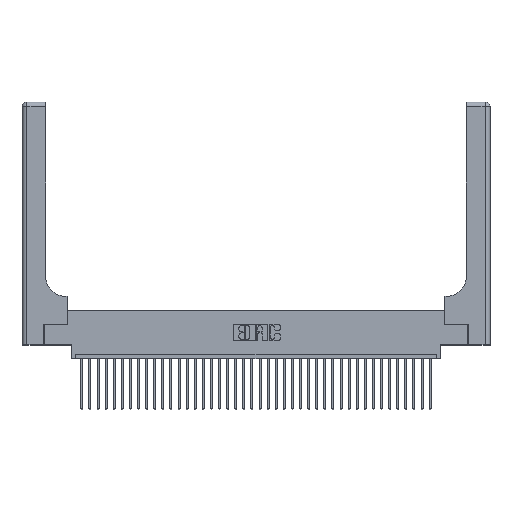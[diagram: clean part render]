
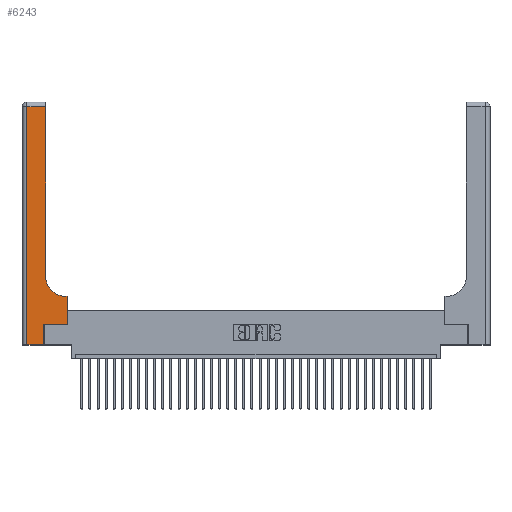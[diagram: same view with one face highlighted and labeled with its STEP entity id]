
A CAD part, top view. The second image highlights one B-rep face of the part: STEP entity #6243.
In plain terms, the highlighted planar face has unit normal (0, 0, 1).
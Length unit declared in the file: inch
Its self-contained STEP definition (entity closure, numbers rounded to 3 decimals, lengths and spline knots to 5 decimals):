
#762 = LINE ( 'NONE', #21051, #30311 ) ;
#948 = CARTESIAN_POINT ( 'NONE',  ( 0.269, 0., 0.37 ) ) ;
#1021 = CARTESIAN_POINT ( 'NONE',  ( 0.269, 0., 0.37 ) ) ;
#1181 = CARTESIAN_POINT ( 'NONE',  ( 0.269, 0.25, 0.37 ) ) ;
#1398 = EDGE_CURVE ( 'NONE', #36411, #11914, #15670, .T. ) ;
#2263 = LINE ( 'NONE', #25932, #29932 ) ;
#2282 = LINE ( 'NONE', #1181, #22144 ) ;
#2633 = ORIENTED_EDGE ( 'NONE', *, *, #37084, .T. ) ;
#3196 = CIRCLE ( 'NONE', #28263, 0.25 ) ;
#3439 = ORIENTED_EDGE ( 'NONE', *, *, #25368, .T. ) ;
#3716 = LINE ( 'NONE', #36598, #32805 ) ;
#4818 = CARTESIAN_POINT ( 'NONE',  ( 0., 0., 0.37 ) ) ;
#5738 = DIRECTION ( 'NONE',  ( 0., 0., -1. ) ) ;
#5871 = CARTESIAN_POINT ( 'NONE',  ( 0.5415, 0.85, 0.37 ) ) ;
#5984 = ORIENTED_EDGE ( 'NONE', *, *, #10611, .T. ) ;
#6243 = ADVANCED_FACE ( 'NONE', ( #12059 ), #19433, .F. ) ;
#7933 = DIRECTION ( 'NONE',  ( 1., 0., 0. ) ) ;
#8137 = CARTESIAN_POINT ( 'NONE',  ( 0.269, 0.25, 0.37 ) ) ;
#8440 = LINE ( 'NONE', #1021, #28381 ) ;
#9216 = VERTEX_POINT ( 'NONE', #8137 ) ;
#9642 = DIRECTION ( 'NONE',  ( 0., 1., 0. ) ) ;
#10090 = DIRECTION ( 'NONE',  ( 0., 0., -1. ) ) ;
#10584 = ORIENTED_EDGE ( 'NONE', *, *, #36297, .T. ) ;
#10611 = EDGE_CURVE ( 'NONE', #11914, #9216, #8440, .T. ) ;
#11071 = VECTOR ( 'NONE', #32160, 39.37008 ) ;
#11613 = VECTOR ( 'NONE', #15695, 39.37008 ) ;
#11914 = VERTEX_POINT ( 'NONE', #948 ) ;
#12059 = FACE_OUTER_BOUND ( 'NONE', #26487, .T. ) ;
#12762 = DIRECTION ( 'NONE',  ( 0., 1., 0. ) ) ;
#12924 = VERTEX_POINT ( 'NONE', #32588 ) ;
#13418 = VERTEX_POINT ( 'NONE', #32902 ) ;
#14186 = EDGE_CURVE ( 'NONE', #12924, #15746, #2263, .T. ) ;
#14618 = DIRECTION ( 'NONE',  ( 1., 0., 0. ) ) ;
#14665 = CARTESIAN_POINT ( 'NONE',  ( 0.2915, 0.6, 0.37 ) ) ;
#15223 = CARTESIAN_POINT ( 'NONE',  ( 0.5585, 0.6, 0.37 ) ) ;
#15670 = LINE ( 'NONE', #4818, #16622 ) ;
#15695 = DIRECTION ( 'NONE',  ( -1., 0., 0. ) ) ;
#15746 = VERTEX_POINT ( 'NONE', #31096 ) ;
#16090 = DIRECTION ( 'NONE',  ( -1., 0., 0. ) ) ;
#16622 = VECTOR ( 'NONE', #7933, 39.37008 ) ;
#16801 = ORIENTED_EDGE ( 'NONE', *, *, #33784, .T. ) ;
#16865 = CARTESIAN_POINT ( 'NONE',  ( 0.06, 2.94, 0.37 ) ) ;
#19433 = PLANE ( 'NONE',  #25306 ) ;
#21051 = CARTESIAN_POINT ( 'NONE',  ( 0.5585, 0.25, 0.37 ) ) ;
#22144 = VECTOR ( 'NONE', #29740, 39.37008 ) ;
#22348 = EDGE_CURVE ( 'NONE', #13418, #22355, #762, .T. ) ;
#22355 = VERTEX_POINT ( 'NONE', #15223 ) ;
#22537 = CARTESIAN_POINT ( 'NONE',  ( 0.5415, 0.6, 0.37 ) ) ;
#24006 = LINE ( 'NONE', #32284, #11071 ) ;
#24168 = DIRECTION ( 'NONE',  ( 0., 1., 0. ) ) ;
#25306 = AXIS2_PLACEMENT_3D ( 'NONE', #27948, #10090, #28076 ) ;
#25368 = EDGE_CURVE ( 'NONE', #32830, #36411, #24006, .T. ) ;
#25932 = CARTESIAN_POINT ( 'NONE',  ( 0.2915, 3., 0.37 ) ) ;
#26487 = EDGE_LOOP ( 'NONE', ( #33504, #34396, #3439, #29321, #5984, #16801, #34201, #10584, #2633 ) ) ;
#27948 = CARTESIAN_POINT ( 'NONE',  ( 0., 3., 0.37 ) ) ;
#28076 = DIRECTION ( 'NONE',  ( -1., 0., 0. ) ) ;
#28263 = AXIS2_PLACEMENT_3D ( 'NONE', #5871, #5738, #14618 ) ;
#28381 = VECTOR ( 'NONE', #12762, 39.37008 ) ;
#29321 = ORIENTED_EDGE ( 'NONE', *, *, #1398, .T. ) ;
#29740 = DIRECTION ( 'NONE',  ( 1., 0., 0. ) ) ;
#29932 = VECTOR ( 'NONE', #9642, 39.37008 ) ;
#30311 = VECTOR ( 'NONE', #24168, 39.37008 ) ;
#31096 = CARTESIAN_POINT ( 'NONE',  ( 0.2915, 2.94, 0.37 ) ) ;
#32160 = DIRECTION ( 'NONE',  ( 0., -1., 0. ) ) ;
#32284 = CARTESIAN_POINT ( 'NONE',  ( 0.06, 3., 0.37 ) ) ;
#32588 = CARTESIAN_POINT ( 'NONE',  ( 0.2915, 0.85, 0.37 ) ) ;
#32805 = VECTOR ( 'NONE', #16090, 39.37008 ) ;
#32830 = VERTEX_POINT ( 'NONE', #16865 ) ;
#32902 = CARTESIAN_POINT ( 'NONE',  ( 0.5585, 0.25, 0.37 ) ) ;
#33389 = CARTESIAN_POINT ( 'NONE',  ( 0.06, 0., 0.37 ) ) ;
#33504 = ORIENTED_EDGE ( 'NONE', *, *, #14186, .T. ) ;
#33784 = EDGE_CURVE ( 'NONE', #9216, #13418, #2282, .T. ) ;
#34201 = ORIENTED_EDGE ( 'NONE', *, *, #22348, .T. ) ;
#34396 = ORIENTED_EDGE ( 'NONE', *, *, #36478, .T. ) ;
#36064 = LINE ( 'NONE', #14665, #11613 ) ;
#36297 = EDGE_CURVE ( 'NONE', #22355, #36800, #36064, .T. ) ;
#36411 = VERTEX_POINT ( 'NONE', #33389 ) ;
#36478 = EDGE_CURVE ( 'NONE', #15746, #32830, #3716, .T. ) ;
#36598 = CARTESIAN_POINT ( 'NONE',  ( 0., 2.94, 0.37 ) ) ;
#36800 = VERTEX_POINT ( 'NONE', #22537 ) ;
#37084 = EDGE_CURVE ( 'NONE', #36800, #12924, #3196, .T. ) ;
